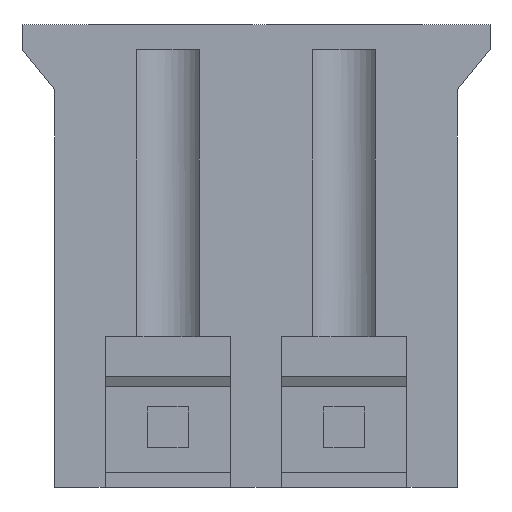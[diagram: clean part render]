
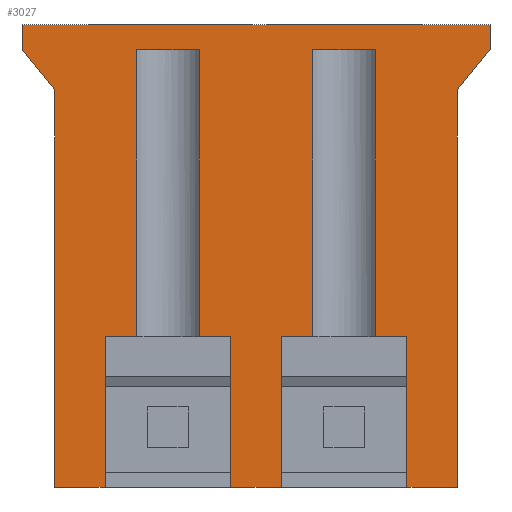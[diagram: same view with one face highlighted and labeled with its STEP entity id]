
A CAD part, front view. The second image highlights one B-rep face of the part: STEP entity #3027.
In plain terms, the highlighted planar face has unit normal (0, -1, 0).
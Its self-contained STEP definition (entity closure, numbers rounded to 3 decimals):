
#766=DIRECTION('',(1.,0.,0.));
#767=VECTOR('',#766,1.);
#768=CARTESIAN_POINT('',(-4.,-3.,-9.2));
#769=LINE('',#768,#767);
#770=DIRECTION('',(0.,0.,-1.));
#771=VECTOR('',#770,7.9);
#772=CARTESIAN_POINT('',(-4.,-3.,-1.3));
#773=LINE('',#772,#771);
#774=DIRECTION('',(0.631,0.,-0.776));
#775=VECTOR('',#774,1.031);
#776=CARTESIAN_POINT('',(-4.65,-3.,-0.5));
#777=LINE('',#776,#775);
#778=DIRECTION('',(0.,0.,-1.));
#779=VECTOR('',#778,0.5);
#780=CARTESIAN_POINT('',(-4.65,-3.,0.));
#781=LINE('',#780,#779);
#782=DIRECTION('',(-1.,0.,0.));
#783=VECTOR('',#782,9.3);
#784=CARTESIAN_POINT('',(4.65,-3.,0.));
#785=LINE('',#784,#783);
#786=DIRECTION('',(0.,0.,1.));
#787=VECTOR('',#786,0.5);
#788=CARTESIAN_POINT('',(4.65,-3.,-0.5));
#789=LINE('',#788,#787);
#790=DIRECTION('',(0.631,0.,0.776));
#791=VECTOR('',#790,1.031);
#792=CARTESIAN_POINT('',(4.,-3.,-1.3));
#793=LINE('',#792,#791);
#794=DIRECTION('',(0.,0.,1.));
#795=VECTOR('',#794,7.9);
#796=CARTESIAN_POINT('',(4.,-3.,-9.2));
#797=LINE('',#796,#795);
#798=DIRECTION('',(1.,0.,0.));
#799=VECTOR('',#798,1.);
#800=CARTESIAN_POINT('',(3.,-3.,-9.2));
#801=LINE('',#800,#799);
#802=DIRECTION('',(-1.,0.,0.));
#803=VECTOR('',#802,0.626);
#804=CARTESIAN_POINT('',(3.,-3.,-6.2));
#805=LINE('',#804,#803);
#806=DIRECTION('',(0.,0.,-1.));
#807=VECTOR('',#806,5.7);
#808=CARTESIAN_POINT('',(2.374,-3.,-0.5));
#809=LINE('',#808,#807);
#810=DIRECTION('',(-1.,0.,0.));
#811=VECTOR('',#810,1.249);
#812=CARTESIAN_POINT('',(2.374,-3.,-0.5));
#813=LINE('',#812,#811);
#814=DIRECTION('',(0.,0.,-1.));
#815=VECTOR('',#814,5.7);
#816=CARTESIAN_POINT('',(1.126,-3.,-0.5));
#817=LINE('',#816,#815);
#818=DIRECTION('',(-1.,0.,0.));
#819=VECTOR('',#818,0.626);
#820=CARTESIAN_POINT('',(1.126,-3.,-6.2));
#821=LINE('',#820,#819);
#822=DIRECTION('',(1.,0.,0.));
#823=VECTOR('',#822,1.);
#824=CARTESIAN_POINT('',(-0.5,-3.,-9.2));
#825=LINE('',#824,#823);
#826=DIRECTION('',(1.,0.,0.));
#827=VECTOR('',#826,0.626);
#828=CARTESIAN_POINT('',(-1.126,-3.,-6.2));
#829=LINE('',#828,#827);
#830=DIRECTION('',(0.,0.,-1.));
#831=VECTOR('',#830,5.7);
#832=CARTESIAN_POINT('',(-1.126,-3.,-0.5));
#833=LINE('',#832,#831);
#834=DIRECTION('',(-1.,0.,0.));
#835=VECTOR('',#834,1.249);
#836=CARTESIAN_POINT('',(-1.126,-3.,-0.5));
#837=LINE('',#836,#835);
#838=DIRECTION('',(0.,0.,-1.));
#839=VECTOR('',#838,5.7);
#840=CARTESIAN_POINT('',(-2.374,-3.,-0.5));
#841=LINE('',#840,#839);
#842=DIRECTION('',(1.,0.,0.));
#843=VECTOR('',#842,0.626);
#844=CARTESIAN_POINT('',(-3.,-3.,-6.2));
#845=LINE('',#844,#843);
#846=DIRECTION('',(0.,0.,1.));
#847=VECTOR('',#846,3.);
#848=CARTESIAN_POINT('',(-3.,-3.,-9.2));
#849=LINE('',#848,#847);
#908=DIRECTION('',(0.,0.,-1.));
#909=VECTOR('',#908,3.);
#910=CARTESIAN_POINT('',(3.,-3.,-6.2));
#911=LINE('',#910,#909);
#960=DIRECTION('',(0.,0.,1.));
#961=VECTOR('',#960,3.);
#962=CARTESIAN_POINT('',(0.5,-3.,-9.2));
#963=LINE('',#962,#961);
#1648=DIRECTION('',(0.,0.,-1.));
#1649=VECTOR('',#1648,3.);
#1650=CARTESIAN_POINT('',(-0.5,-3.,-6.2));
#1651=LINE('',#1650,#1649);
#1708=CARTESIAN_POINT('',(-4.65,-3.,0.));
#1709=CARTESIAN_POINT('',(-4.65,-3.,-0.5));
#1710=VERTEX_POINT('',#1708);
#1711=VERTEX_POINT('',#1709);
#1712=CARTESIAN_POINT('',(-4.,-3.,-1.3));
#1713=VERTEX_POINT('',#1712);
#1714=CARTESIAN_POINT('',(-4.,-3.,-9.2));
#1715=VERTEX_POINT('',#1714);
#1716=CARTESIAN_POINT('',(4.,-3.,-9.2));
#1717=CARTESIAN_POINT('',(4.,-3.,-1.3));
#1718=VERTEX_POINT('',#1716);
#1719=VERTEX_POINT('',#1717);
#1720=CARTESIAN_POINT('',(4.65,-3.,-0.5));
#1721=VERTEX_POINT('',#1720);
#1722=CARTESIAN_POINT('',(4.65,-3.,0.));
#1723=VERTEX_POINT('',#1722);
#1808=CARTESIAN_POINT('',(2.374,-3.,-0.5));
#1809=CARTESIAN_POINT('',(1.126,-3.,-0.5));
#1810=VERTEX_POINT('',#1808);
#1811=VERTEX_POINT('',#1809);
#1812=CARTESIAN_POINT('',(-2.374,-3.,-0.5));
#1813=CARTESIAN_POINT('',(-1.126,-3.,-0.5));
#1814=VERTEX_POINT('',#1812);
#1815=VERTEX_POINT('',#1813);
#1840=CARTESIAN_POINT('',(3.,-3.,-6.2));
#1841=CARTESIAN_POINT('',(2.374,-3.,-6.2));
#1842=VERTEX_POINT('',#1840);
#1843=VERTEX_POINT('',#1841);
#1844=CARTESIAN_POINT('',(1.126,-3.,-6.2));
#1845=CARTESIAN_POINT('',(0.5,-3.,-6.2));
#1846=VERTEX_POINT('',#1844);
#1847=VERTEX_POINT('',#1845);
#1862=CARTESIAN_POINT('',(3.,-3.,-9.2));
#1863=VERTEX_POINT('',#1862);
#1864=CARTESIAN_POINT('',(0.5,-3.,-9.2));
#1865=VERTEX_POINT('',#1864);
#1866=CARTESIAN_POINT('',(-3.,-3.,-9.2));
#1867=VERTEX_POINT('',#1866);
#2064=CARTESIAN_POINT('',(-3.,-3.,-6.2));
#2065=CARTESIAN_POINT('',(-2.374,-3.,-6.2));
#2066=VERTEX_POINT('',#2064);
#2067=VERTEX_POINT('',#2065);
#2068=CARTESIAN_POINT('',(-1.126,-3.,-6.2));
#2069=CARTESIAN_POINT('',(-0.5,-3.,-6.2));
#2070=VERTEX_POINT('',#2068);
#2071=VERTEX_POINT('',#2069);
#2126=CARTESIAN_POINT('',(-0.5,-3.,-9.2));
#2127=VERTEX_POINT('',#2126);
#2977=CARTESIAN_POINT('',(0.,-3.,0.));
#2978=DIRECTION('',(0.,-1.,0.));
#2979=DIRECTION('',(1.,0.,0.));
#2980=AXIS2_PLACEMENT_3D('',#2977,#2978,#2979);
#2981=PLANE('',#2980);
#2983=ORIENTED_EDGE('',*,*,#2982,.F.);
#2984=ORIENTED_EDGE('',*,*,#2268,.F.);
#2985=ORIENTED_EDGE('',*,*,#2842,.F.);
#2987=ORIENTED_EDGE('',*,*,#2986,.F.);
#2989=ORIENTED_EDGE('',*,*,#2988,.F.);
#2991=ORIENTED_EDGE('',*,*,#2990,.F.);
#2993=ORIENTED_EDGE('',*,*,#2992,.F.);
#2995=ORIENTED_EDGE('',*,*,#2994,.F.);
#2996=ORIENTED_EDGE('',*,*,#2928,.F.);
#2997=ORIENTED_EDGE('',*,*,#2284,.F.);
#2999=ORIENTED_EDGE('',*,*,#2998,.F.);
#3001=ORIENTED_EDGE('',*,*,#3000,.T.);
#3003=ORIENTED_EDGE('',*,*,#3002,.F.);
#3005=ORIENTED_EDGE('',*,*,#3004,.T.);
#3007=ORIENTED_EDGE('',*,*,#3006,.T.);
#3009=ORIENTED_EDGE('',*,*,#3008,.T.);
#3011=ORIENTED_EDGE('',*,*,#3010,.F.);
#3012=ORIENTED_EDGE('',*,*,#2276,.F.);
#3014=ORIENTED_EDGE('',*,*,#3013,.F.);
#3016=ORIENTED_EDGE('',*,*,#3015,.F.);
#3018=ORIENTED_EDGE('',*,*,#3017,.F.);
#3020=ORIENTED_EDGE('',*,*,#3019,.T.);
#3022=ORIENTED_EDGE('',*,*,#3021,.T.);
#3024=ORIENTED_EDGE('',*,*,#3023,.F.);
#3025=EDGE_LOOP('',(#2983,#2984,#2985,#2987,#2989,#2991,#2993,#2995,#2996,#2997,
#2999,#3001,#3003,#3005,#3007,#3009,#3011,#3012,#3014,#3016,#3018,#3020,#3022,
#3024));
#3026=FACE_OUTER_BOUND('',#3025,.F.);
#2268=EDGE_CURVE('',#1715,#1867,#769,.T.);
#2276=EDGE_CURVE('',#2127,#1865,#825,.T.);
#2284=EDGE_CURVE('',#1863,#1718,#801,.T.);
#2842=EDGE_CURVE('',#1713,#1715,#773,.T.);
#2928=EDGE_CURVE('',#1718,#1719,#797,.T.);
#2982=EDGE_CURVE('',#1867,#2066,#849,.T.);
#2986=EDGE_CURVE('',#1711,#1713,#777,.T.);
#2988=EDGE_CURVE('',#1710,#1711,#781,.T.);
#2990=EDGE_CURVE('',#1723,#1710,#785,.T.);
#2992=EDGE_CURVE('',#1721,#1723,#789,.T.);
#2994=EDGE_CURVE('',#1719,#1721,#793,.T.);
#2998=EDGE_CURVE('',#1842,#1863,#911,.T.);
#3000=EDGE_CURVE('',#1842,#1843,#805,.T.);
#3002=EDGE_CURVE('',#1810,#1843,#809,.T.);
#3004=EDGE_CURVE('',#1810,#1811,#813,.T.);
#3006=EDGE_CURVE('',#1811,#1846,#817,.T.);
#3008=EDGE_CURVE('',#1846,#1847,#821,.T.);
#3010=EDGE_CURVE('',#1865,#1847,#963,.T.);
#3013=EDGE_CURVE('',#2071,#2127,#1651,.T.);
#3015=EDGE_CURVE('',#2070,#2071,#829,.T.);
#3017=EDGE_CURVE('',#1815,#2070,#833,.T.);
#3019=EDGE_CURVE('',#1815,#1814,#837,.T.);
#3021=EDGE_CURVE('',#1814,#2067,#841,.T.);
#3023=EDGE_CURVE('',#2066,#2067,#845,.T.);
#3027=ADVANCED_FACE('',(#3026),#2981,.T.);
